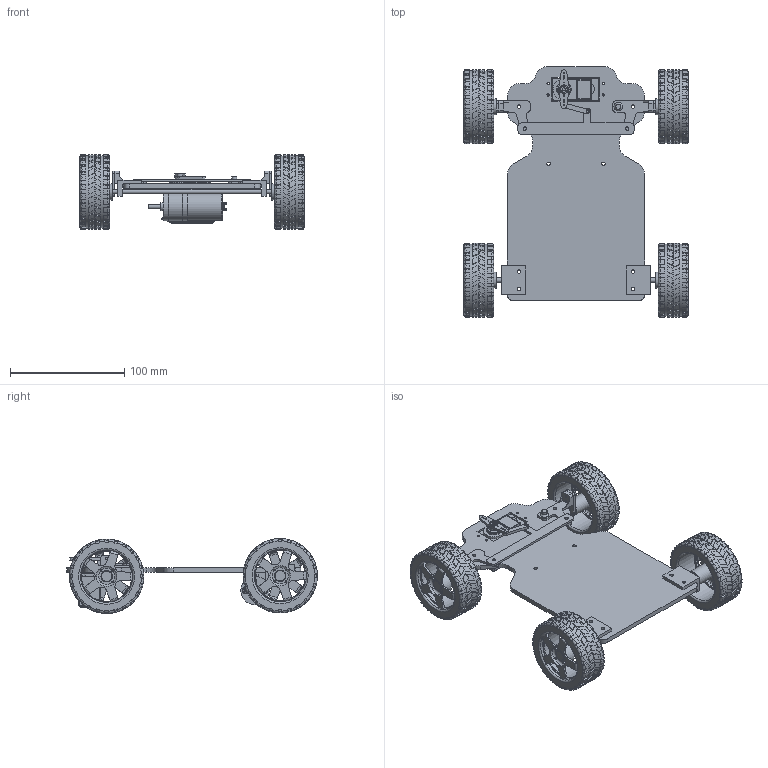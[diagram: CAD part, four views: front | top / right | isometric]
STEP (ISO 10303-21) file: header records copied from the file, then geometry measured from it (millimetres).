
FILE_DESCRIPTION(/* description */ (''),/* implementation_level */ '2;1');
FILE_NAME(/* name */ 'Self Driving Car_3 v6.step',/* time_stamp */ '2024-09-11T14:50:20+05:30',/* author */ (''),/* organization */ (''),/* preprocessor_version */ 'ST-DEVELOPER v20',/* originating_system */ 'Autodesk Translation Framework v13.14.0.145',/* authorisation */ '');
FILE_SCHEMA (('AUTOMOTIVE_DESIGN { 1 0 10303 214 3 1 1 }'));
Length unit declared in the file: millimetre
Products named in the file (17): Self Driving Car_3; Chassis_Base; Steering Arm Right; Steering Arm Left; Component8; Steering Link; hs-422; servo body; servo output; hs-422_horn_2wings_sws; Servo Link; Rear Axle Holder; Rear Axle; Motor_25GA370-15.4x Copy; Motor_25GA370-15.4x; pan cross head_am_B18.6.7M - M2.5 x 0.45 x 16 Type I Cross Recessed P
HMS --16N; Real Bo Motor With Wheel_Real Wheel
Assembly tree (22 placements, depth 3):
  Self Driving Car_3
    Chassis_Base
    Steering Arm Right
      Component8
    Steering Arm Left
      Component8
    Steering Link
    Real Bo Motor With Wheel_Real Wheel  x4
    hs-422
      servo body
      servo output
    hs-422_horn_2wings_sws
    Servo Link
    Rear Axle Holder  x2
    Rear Axle
    Motor_25GA370-15.4x Copy
      Motor_25GA370-15.4x
      pan cross head_am_B18.6.7M - M2.5 x 0.45 x 16 Type I Cross Recessed P
HMS --16N  x2
Bounding box: 196.4 x 219.5 x 65.5 mm (x, y, z)
Volume: 272028.9 mm3; surface area: 186384.3 mm2
Topology: 20 solids, 24 shells, 3217 faces, 8815 edges, 5901 vertices
Faces by surface type: plane 1964, cylinder 913, torus 262, cone 66, bspline 10, sphere 2
Full cylindrical faces by diameter (mm): 1 x11, 2 x14, 2.5 x4, 2.7 x6, 2.75 x1, 3 x21, 4 x4, 4.5 x1, 5 x2, 5.5 x3, 5.588 x1, 6.4 x1, 6.45 x1, 7 x1, 7.2 x4, 7.5 x1, 9 x1, 10 x4, 10.922 x1, 12 x4, 12.903 x1, 14 x4, 18 x4, 20 x4, 23.3 x1, 24.2 x1, 25 x3, 44 x4, 46 x8, 53 x4
Entity records: 41558 total; most frequent: CARTESIAN_POINT 8909, DIRECTION 6926, ORIENTED_EDGE 6558, EDGE_CURVE 3279, AXIS2_PLACEMENT_3D 2606, VERTEX_POINT 2184, LINE 1714, VECTOR 1714
